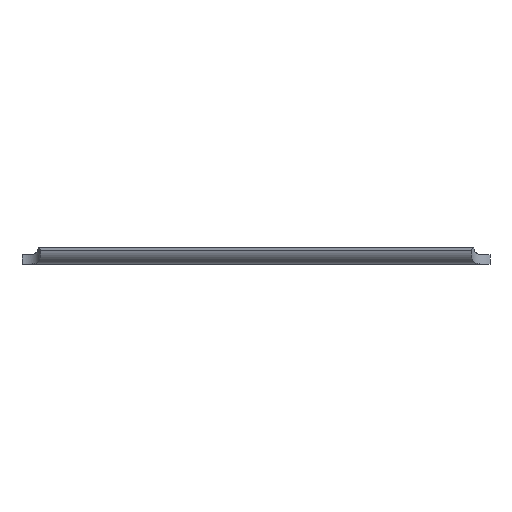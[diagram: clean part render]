
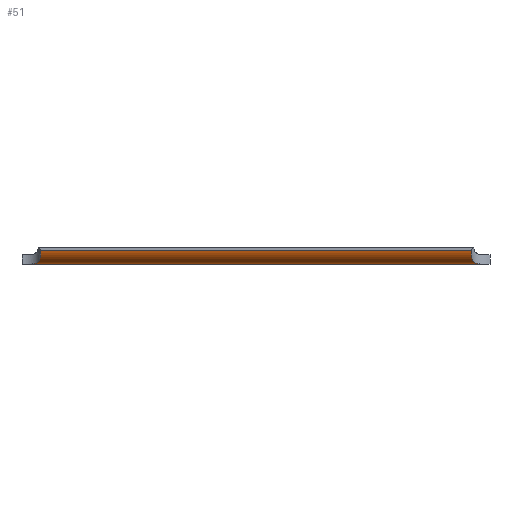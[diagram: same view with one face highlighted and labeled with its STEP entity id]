
A CAD part, front view. The second image highlights one B-rep face of the part: STEP entity #51.
In plain terms, the highlighted cylindrical face has radius 4.035 mm (diameter 8.07 mm), a partial arc.
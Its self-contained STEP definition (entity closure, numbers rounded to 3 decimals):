
#37 = EDGE_CURVE ( 'NONE', #732, #564, #1279, .T. ) ;
#51 = ADVANCED_FACE ( 'NONE', ( #736 ), #484, .T. ) ;
#57 = CARTESIAN_POINT ( 'NONE',  ( 50., -11.6, 4.035 ) ) ;
#64 = CARTESIAN_POINT ( 'NONE',  ( -46.038, -14.92, 1.725 ) ) ;
#72 = CARTESIAN_POINT ( 'NONE',  ( -47.818, -12.136, 0.032 ) ) ;
#129 = CARTESIAN_POINT ( 'NONE',  ( 48.559, -11.726, 0. ) ) ;
#147 = DIRECTION ( 'NONE',  ( -1., 0., 0. ) ) ;
#166 = CARTESIAN_POINT ( 'NONE',  ( 46., -15.5, 3. ) ) ;
#200 = CARTESIAN_POINT ( 'NONE',  ( -46., -15.427, 2.726 ) ) ;
#285 = LINE ( 'NONE', #1560, #528 ) ;
#350 = CARTESIAN_POINT ( 'NONE',  ( -46.807, -13.075, 0.273 ) ) ;
#358 = ORIENTED_EDGE ( 'NONE', *, *, #37, .T. ) ;
#373 = CARTESIAN_POINT ( 'NONE',  ( 46.302, -13.959, 0.75 ) ) ;
#382 = CARTESIAN_POINT ( 'NONE',  ( 46.038, -14.921, 1.726 ) ) ;
#439 = CARTESIAN_POINT ( 'NONE',  ( -49.111, -11.6, 0. ) ) ;
#454 = CARTESIAN_POINT ( 'NONE',  ( 50., -11.6, 0. ) ) ;
#461 = CARTESIAN_POINT ( 'NONE',  ( -46.302, -13.958, 0.749 ) ) ;
#462 = DIRECTION ( 'NONE',  ( -1., 0., 0. ) ) ;
#484 = CYLINDRICAL_SURFACE ( 'NONE', #1185, 4.035 ) ;
#509 = VERTEX_POINT ( 'NONE', #1241 ) ;
#514 = CARTESIAN_POINT ( 'NONE',  ( 47.368, -12.475, 0.092 ) ) ;
#528 = VECTOR ( 'NONE', #147, 1000. ) ;
#533 = CARTESIAN_POINT ( 'NONE',  ( 46., -15.5, 3. ) ) ;
#564 = VERTEX_POINT ( 'NONE', #439 ) ;
#593 = CARTESIAN_POINT ( 'NONE',  ( -46.154, -14.379, 1.097 ) ) ;
#602 = B_SPLINE_CURVE_WITH_KNOTS ( 'NONE', 3,
 ( #533, #1170, #633, #1535, #382, #1409, #1400, #373, #662, #907, #1544, #789, #514, #762, #129, #1273 ),
 .UNSPECIFIED., .F., .F.,
 ( 4, 2, 2, 2, 2, 2, 2, 4 ),
 ( 0., 0.001, 0.002, 0.003, 0.003, 0.004, 0.005, 0.007 ),
 .UNSPECIFIED. ) ;
#615 = LINE ( 'NONE', #454, #1476 ) ;
#633 = CARTESIAN_POINT ( 'NONE',  ( 46.002, -15.328, 2.465 ) ) ;
#662 = CARTESIAN_POINT ( 'NONE',  ( 46.399, -13.739, 0.605 ) ) ;
#716 = CARTESIAN_POINT ( 'NONE',  ( -48.058, -11.992, 0.017 ) ) ;
#732 = VERTEX_POINT ( 'NONE', #1519 ) ;
#736 = FACE_OUTER_BOUND ( 'NONE', #1657, .T. ) ;
#762 = CARTESIAN_POINT ( 'NONE',  ( 48.038, -11.97, 0.002 ) ) ;
#789 = CARTESIAN_POINT ( 'NONE',  ( 47.163, -12.667, 0.138 ) ) ;
#797 = ORIENTED_EDGE ( 'NONE', *, *, #1121, .T. ) ;
#827 = ORIENTED_EDGE ( 'NONE', *, *, #1493, .F. ) ;
#907 = CARTESIAN_POINT ( 'NONE',  ( 46.65, -13.3, 0.367 ) ) ;
#982 = CARTESIAN_POINT ( 'NONE',  ( -48.838, -11.662, 0. ) ) ;
#992 = CARTESIAN_POINT ( 'NONE',  ( -46.021, -15.075, 1.965 ) ) ;
#1002 = CARTESIAN_POINT ( 'NONE',  ( -46.651, -13.298, 0.366 ) ) ;
#1108 = CARTESIAN_POINT ( 'NONE',  ( -46.4, -13.738, 0.604 ) ) ;
#1116 = CARTESIAN_POINT ( 'NONE',  ( -49.111, -11.6, 0. ) ) ;
#1121 = EDGE_CURVE ( 'NONE', #1207, #732, #285, .T. ) ;
#1129 = DIRECTION ( 'NONE',  ( 0., 0., 1. ) ) ;
#1153 = ORIENTED_EDGE ( 'NONE', *, *, #1551, .F. ) ;
#1170 = CARTESIAN_POINT ( 'NONE',  ( 46., -15.427, 2.726 ) ) ;
#1185 = AXIS2_PLACEMENT_3D ( 'NONE', #57, #1358, #1129 ) ;
#1207 = VERTEX_POINT ( 'NONE', #166 ) ;
#1228 = CARTESIAN_POINT ( 'NONE',  ( -48.572, -11.753, 0.001 ) ) ;
#1241 = CARTESIAN_POINT ( 'NONE',  ( 49.111, -11.6, 0. ) ) ;
#1244 = CARTESIAN_POINT ( 'NONE',  ( -46.002, -15.327, 2.465 ) ) ;
#1273 = CARTESIAN_POINT ( 'NONE',  ( 49.111, -11.6, 0. ) ) ;
#1279 = B_SPLINE_CURVE_WITH_KNOTS ( 'NONE', 3,
 ( #1488, #200, #1244, #992, #64, #1506, #593, #461, #1108, #1002, #350, #1629, #1621, #72, #716, #1228, #982, #1116 ),
 .UNSPECIFIED., .F., .F.,
 ( 4, 2, 2, 2, 2, 2, 2, 2, 4 ),
 ( 0., 0.001, 0.002, 0.003, 0.003, 0.004, 0.005, 0.006, 0.007 ),
 .UNSPECIFIED. ) ;
#1358 = DIRECTION ( 'NONE',  ( -1., 0., 0. ) ) ;
#1400 = CARTESIAN_POINT ( 'NONE',  ( 46.153, -14.38, 1.098 ) ) ;
#1409 = CARTESIAN_POINT ( 'NONE',  ( 46.105, -14.573, 1.293 ) ) ;
#1476 = VECTOR ( 'NONE', #462, 1000. ) ;
#1488 = CARTESIAN_POINT ( 'NONE',  ( -46., -15.5, 3. ) ) ;
#1493 = EDGE_CURVE ( 'NONE', #509, #564, #615, .T. ) ;
#1506 = CARTESIAN_POINT ( 'NONE',  ( -46.105, -14.573, 1.292 ) ) ;
#1519 = CARTESIAN_POINT ( 'NONE',  ( -46., -15.5, 3. ) ) ;
#1535 = CARTESIAN_POINT ( 'NONE',  ( 46.021, -15.075, 1.966 ) ) ;
#1544 = CARTESIAN_POINT ( 'NONE',  ( 46.806, -13.077, 0.274 ) ) ;
#1551 = EDGE_CURVE ( 'NONE', #1207, #509, #602, .T. ) ;
#1560 = CARTESIAN_POINT ( 'NONE',  ( 50., -15.5, 3. ) ) ;
#1621 = CARTESIAN_POINT ( 'NONE',  ( -47.371, -12.473, 0.092 ) ) ;
#1629 = CARTESIAN_POINT ( 'NONE',  ( -47.165, -12.665, 0.137 ) ) ;
#1657 = EDGE_LOOP ( 'NONE', ( #797, #358, #827, #1153 ) ) ;
